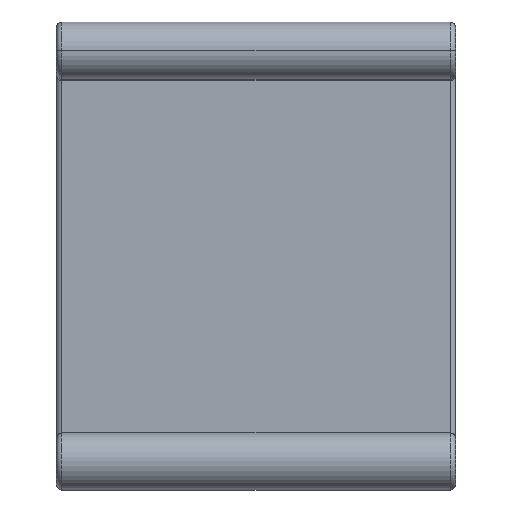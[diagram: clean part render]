
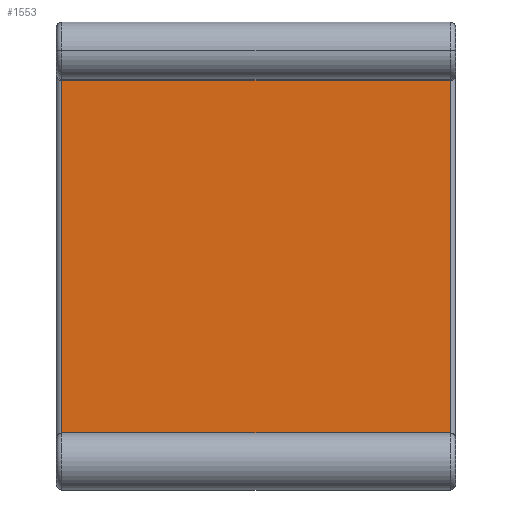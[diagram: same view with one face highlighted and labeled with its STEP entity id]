
A CAD part, left-side view. The second image highlights one B-rep face of the part: STEP entity #1553.
In plain terms, the highlighted planar face has unit normal (-1, 0, 0).
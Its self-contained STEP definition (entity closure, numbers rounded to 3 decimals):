
#36=PLANE('',#1716);
#202=FACE_OUTER_BOUND('',#313,.T.);
#313=EDGE_LOOP('',(#1261,#1262,#1263,#1264));
#419=LINE('',#3070,#513);
#421=LINE('',#3074,#515);
#422=LINE('',#3076,#516);
#423=LINE('',#3077,#517);
#513=VECTOR('',#2047,10.);
#515=VECTOR('',#2051,10.);
#516=VECTOR('',#2052,10.);
#517=VECTOR('',#2053,10.);
#732=VERTEX_POINT('',#3042);
#739=VERTEX_POINT('',#3064);
#741=VERTEX_POINT('',#3073);
#742=VERTEX_POINT('',#3075);
#942=EDGE_CURVE('',#732,#739,#419,.T.);
#944=EDGE_CURVE('',#732,#741,#421,.T.);
#945=EDGE_CURVE('',#742,#741,#422,.T.);
#946=EDGE_CURVE('',#739,#742,#423,.T.);
#1261=ORIENTED_EDGE('',*,*,#942,.F.);
#1262=ORIENTED_EDGE('',*,*,#944,.T.);
#1263=ORIENTED_EDGE('',*,*,#945,.F.);
#1264=ORIENTED_EDGE('',*,*,#946,.F.);
#1553=ADVANCED_FACE('',(#202),#36,.T.);
#1716=AXIS2_PLACEMENT_3D('',#3072,#2049,#2050);
#2047=DIRECTION('',(0.,0.,-1.));
#2049=DIRECTION('center_axis',(-1.,0.,0.));
#2050=DIRECTION('ref_axis',(0.,0.,1.));
#2051=DIRECTION('',(0.,1.,0.));
#2052=DIRECTION('',(0.,0.,1.));
#2053=DIRECTION('',(0.,1.,0.));
#3042=CARTESIAN_POINT('',(15.,0.5,15.375));
#3064=CARTESIAN_POINT('',(15.,0.5,-15.5));
#3070=CARTESIAN_POINT('',(15.,0.5,-7.75));
#3072=CARTESIAN_POINT('Origin',(15.,0.,-15.5));
#3073=CARTESIAN_POINT('',(15.,34.5,15.375));
#3074=CARTESIAN_POINT('',(15.,0.,15.375));
#3075=CARTESIAN_POINT('',(15.,34.5,-15.5));
#3076=CARTESIAN_POINT('',(15.,34.5,-7.75));
#3077=CARTESIAN_POINT('',(15.,0.,-15.5));
